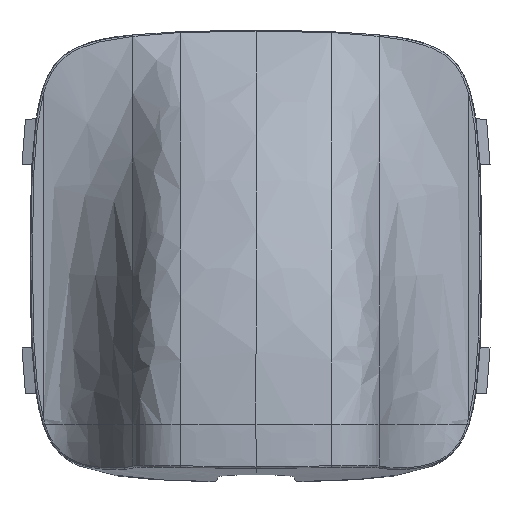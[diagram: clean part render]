
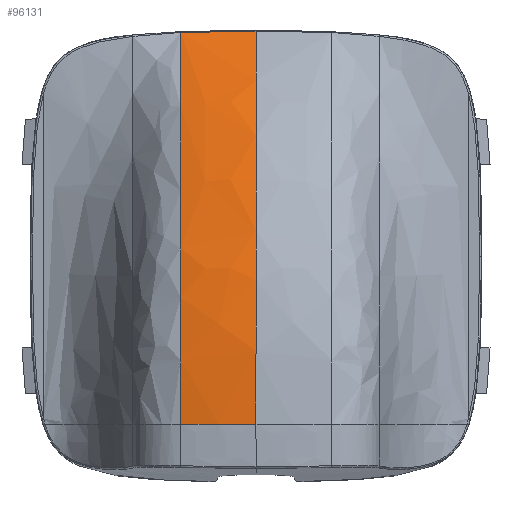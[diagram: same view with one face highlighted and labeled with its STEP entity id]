
A CAD part, top view. The second image highlights one B-rep face of the part: STEP entity #96131.
In plain terms, the highlighted free-form (B-spline) face has degree [5, 3] with [15, 4] control points.
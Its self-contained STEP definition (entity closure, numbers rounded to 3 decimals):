
#95413=CARTESIAN_POINT('Vertex',(-8.856,-19.815,30.7)) ;
#95462=CARTESIAN_POINT('Vertex',(0.,-19.815,31.5)) ;
#95466=CARTESIAN_POINT('Control Point',(-8.856,-19.815,30.7)) ;
#95467=CARTESIAN_POINT('Control Point',(-5.922,-19.815,31.23)) ;
#95468=CARTESIAN_POINT('Control Point',(-2.958,-19.815,31.5)) ;
#95469=CARTESIAN_POINT('Control Point',(0.,-19.815,31.5)) ;
#95992=CARTESIAN_POINT('Vertex',(-8.856,26.299,9.674)) ;
#96013=CARTESIAN_POINT('Control Point',(-8.856,-19.815,30.7)) ;
#96014=CARTESIAN_POINT('Control Point',(-8.856,-16.077,30.7)) ;
#96015=CARTESIAN_POINT('Control Point',(-8.856,-12.339,30.324)) ;
#96016=CARTESIAN_POINT('Control Point',(-8.856,-8.672,29.562)) ;
#96017=CARTESIAN_POINT('Control Point',(-8.856,-2.911,27.836)) ;
#96018=CARTESIAN_POINT('Control Point',(-8.856,2.595,25.449)) ;
#96019=CARTESIAN_POINT('Control Point',(-8.856,4.64,24.463)) ;
#96020=CARTESIAN_POINT('Control Point',(-8.856,8.619,22.371)) ;
#96021=CARTESIAN_POINT('Control Point',(-8.856,12.429,20.051)) ;
#96022=CARTESIAN_POINT('Control Point',(-8.856,14.274,18.856)) ;
#96023=CARTESIAN_POINT('Control Point',(-8.856,17.929,16.358)) ;
#96024=CARTESIAN_POINT('Control Point',(-8.856,21.414,13.721)) ;
#96025=CARTESIAN_POINT('Control Point',(-8.856,23.104,12.379)) ;
#96026=CARTESIAN_POINT('Control Point',(-8.856,24.723,11.038)) ;
#96027=CARTESIAN_POINT('Control Point',(-8.856,26.299,9.674)) ;
#96038=CARTESIAN_POINT('Control Point',(-8.856,-19.815,30.7)) ;
#96039=CARTESIAN_POINT('Control Point',(-5.92,-19.815,31.23)) ;
#96040=CARTESIAN_POINT('Control Point',(-2.96,-19.815,31.5)) ;
#96041=CARTESIAN_POINT('Control Point',(0.,-19.815,31.5)) ;
#96042=CARTESIAN_POINT('Control Point',(-8.856,-16.077,30.7)) ;
#96043=CARTESIAN_POINT('Control Point',(-5.92,-16.061,31.23)) ;
#96044=CARTESIAN_POINT('Control Point',(-2.96,-16.052,31.5)) ;
#96045=CARTESIAN_POINT('Control Point',(0.,-16.052,31.5)) ;
#96046=CARTESIAN_POINT('Control Point',(-8.856,-12.339,30.324)) ;
#96047=CARTESIAN_POINT('Control Point',(-5.922,-12.307,30.879)) ;
#96048=CARTESIAN_POINT('Control Point',(-2.962,-12.29,31.204)) ;
#96049=CARTESIAN_POINT('Control Point',(0.,-12.29,31.204)) ;
#96050=CARTESIAN_POINT('Control Point',(-8.856,-8.672,29.562)) ;
#96051=CARTESIAN_POINT('Control Point',(-5.927,-8.62,30.168)) ;
#96052=CARTESIAN_POINT('Control Point',(-2.967,-8.58,30.593)) ;
#96053=CARTESIAN_POINT('Control Point',(0.,-8.586,30.592)) ;
#96054=CARTESIAN_POINT('Control Point',(-8.856,-2.911,27.836)) ;
#96055=CARTESIAN_POINT('Control Point',(-5.939,-2.816,28.531)) ;
#96056=CARTESIAN_POINT('Control Point',(-2.977,-2.711,29.1)) ;
#96057=CARTESIAN_POINT('Control Point',(0.,-2.738,29.106)) ;
#96058=CARTESIAN_POINT('Control Point',(-8.856,2.595,25.449)) ;
#96059=CARTESIAN_POINT('Control Point',(-5.954,2.74,26.216)) ;
#96060=CARTESIAN_POINT('Control Point',(-2.984,2.914,26.835)) ;
#96061=CARTESIAN_POINT('Control Point',(0.,2.861,26.858)) ;
#96062=CARTESIAN_POINT('Control Point',(-8.856,4.64,24.463)) ;
#96063=CARTESIAN_POINT('Control Point',(-5.96,4.805,25.252)) ;
#96064=CARTESIAN_POINT('Control Point',(-2.986,5.002,25.872)) ;
#96065=CARTESIAN_POINT('Control Point',(0.,4.941,25.901)) ;
#96066=CARTESIAN_POINT('Control Point',(-8.856,8.619,22.371)) ;
#96067=CARTESIAN_POINT('Control Point',(-5.972,8.821,23.188)) ;
#96068=CARTESIAN_POINT('Control Point',(-2.986,9.051,23.763)) ;
#96069=CARTESIAN_POINT('Control Point',(0.,8.976,23.806)) ;
#96070=CARTESIAN_POINT('Control Point',(-8.856,12.429,20.051)) ;
#96071=CARTESIAN_POINT('Control Point',(-5.981,12.661,20.861)) ;
#96072=CARTESIAN_POINT('Control Point',(-2.98,12.884,21.31)) ;
#96073=CARTESIAN_POINT('Control Point',(0.,12.807,21.362)) ;
#96074=CARTESIAN_POINT('Control Point',(-8.856,14.274,18.856)) ;
#96075=CARTESIAN_POINT('Control Point',(-5.984,14.518,19.65)) ;
#96076=CARTESIAN_POINT('Control Point',(-2.975,14.726,20.02)) ;
#96077=CARTESIAN_POINT('Control Point',(0.,14.65,20.075)) ;
#96078=CARTESIAN_POINT('Control Point',(-8.856,17.976,16.325)) ;
#96079=CARTESIAN_POINT('Control Point',(-5.982,18.234,17.059)) ;
#96080=CARTESIAN_POINT('Control Point',(-2.965,18.384,17.24)) ;
#96081=CARTESIAN_POINT('Control Point',(0.,18.32,17.294)) ;
#96082=CARTESIAN_POINT('Control Point',(-8.856,21.504,13.653)) ;
#96083=CARTESIAN_POINT('Control Point',(-5.956,21.729,14.221)) ;
#96084=CARTESIAN_POINT('Control Point',(-2.955,21.792,14.23)) ;
#96085=CARTESIAN_POINT('Control Point',(0.,21.751,14.269)) ;
#96086=CARTESIAN_POINT('Control Point',(-8.856,23.234,12.276)) ;
#96087=CARTESIAN_POINT('Control Point',(-5.932,23.424,12.726)) ;
#96088=CARTESIAN_POINT('Control Point',(-2.952,23.44,12.665)) ;
#96089=CARTESIAN_POINT('Control Point',(0.,23.412,12.694)) ;
#96090=CARTESIAN_POINT('Control Point',(-8.856,24.888,10.901)) ;
#96091=CARTESIAN_POINT('Control Point',(-5.903,25.001,11.15)) ;
#96092=CARTESIAN_POINT('Control Point',(-2.951,24.998,11.098)) ;
#96093=CARTESIAN_POINT('Control Point',(0.,24.984,11.113)) ;
#96094=CARTESIAN_POINT('Control Point',(-8.856,26.5,9.5)) ;
#96095=CARTESIAN_POINT('Control Point',(-5.904,26.5,9.5)) ;
#96096=CARTESIAN_POINT('Control Point',(-2.952,26.5,9.5)) ;
#96097=CARTESIAN_POINT('Control Point',(0.,26.5,9.5)) ;
#96099=CARTESIAN_POINT('Control Point',(0.,26.446,9.557)) ;
#96100=CARTESIAN_POINT('Control Point',(-1.79,26.447,9.557)) ;
#96101=CARTESIAN_POINT('Control Point',(-3.547,26.439,9.566)) ;
#96102=CARTESIAN_POINT('Control Point',(-5.321,26.415,9.589)) ;
#96103=CARTESIAN_POINT('Control Point',(-7.097,26.374,9.635)) ;
#96104=CARTESIAN_POINT('Control Point',(-8.856,26.299,9.674)) ;
#96105=CARTESIAN_POINT('Vertex',(0.,26.446,9.557)) ;
#96109=CARTESIAN_POINT('Control Point',(0.,-19.815,31.5)) ;
#96110=CARTESIAN_POINT('Control Point',(0.,-16.052,31.5)) ;
#96111=CARTESIAN_POINT('Control Point',(0.,-12.29,31.204)) ;
#96112=CARTESIAN_POINT('Control Point',(0.,-8.586,30.592)) ;
#96113=CARTESIAN_POINT('Control Point',(0.,-2.738,29.106)) ;
#96114=CARTESIAN_POINT('Control Point',(0.,2.861,26.858)) ;
#96115=CARTESIAN_POINT('Control Point',(0.,4.941,25.901)) ;
#96116=CARTESIAN_POINT('Control Point',(0.,8.976,23.806)) ;
#96117=CARTESIAN_POINT('Control Point',(0.,12.807,21.362)) ;
#96118=CARTESIAN_POINT('Control Point',(0.,14.65,20.075)) ;
#96119=CARTESIAN_POINT('Control Point',(0.,18.307,17.304)) ;
#96120=CARTESIAN_POINT('Control Point',(0.,21.726,14.291)) ;
#96121=CARTESIAN_POINT('Control Point',(0.,23.377,12.727)) ;
#96122=CARTESIAN_POINT('Control Point',(0.,24.94,11.157)) ;
#96123=CARTESIAN_POINT('Control Point',(0.,26.446,9.557)) ;
#96126=ORIENTED_EDGE('',*,*,#96107,.F.) ;
#96127=ORIENTED_EDGE('',*,*,#96028,.F.) ;
#96128=ORIENTED_EDGE('',*,*,#95470,.T.) ;
#96129=ORIENTED_EDGE('',*,*,#96124,.T.) ;
#96131=ADVANCED_FACE('PartBody',(#96130),#96037,.F.) ;
#95465=B_SPLINE_CURVE_WITH_KNOTS('',3,(#95466,#95467,#95468,#95469),.UNSPECIFIED.,.F.,.U.,(4,4),(0.,12.614),.UNSPECIFIED.) ;
#96012=B_SPLINE_CURVE_WITH_KNOTS('',5,(#96013,#96014,#96015,#96016,#96017,#96018,#96019,#96020,#96021,#96022,#96023,#96024,#96025,#96026,#96027),.UNSPECIFIED.,.F.,.U.,(6,3,3,3,6),(0.,17.341,27.906,38.293,48.968),.UNSPECIFIED.) ;
#96098=B_SPLINE_CURVE_WITH_KNOTS('',5,(#96099,#96100,#96101,#96102,#96103,#96104),.UNSPECIFIED.,.F.,.U.,(6,6),(22.31,41.246),.UNSPECIFIED.) ;
#96108=B_SPLINE_CURVE_WITH_KNOTS('',5,(#96109,#96110,#96111,#96112,#96113,#96114,#96115,#96116,#96117,#96118,#96119,#96120,#96121,#96122,#96123),.UNSPECIFIED.,.F.,.U.,(6,3,3,3,6),(0.,17.341,27.906,38.293,49.162),.UNSPECIFIED.) ;
#96037=B_SPLINE_SURFACE_WITH_KNOTS('',5,3,((#96038,#96039,#96040,#96041),(#96042,#96043,#96044,#96045),(#96046,#96047,#96048,#96049),(#96050,#96051,#96052,#96053),(#96054,#96055,#96056,#96057),(#96058,#96059,#96060,#96061),(#96062,#96063,#96064,#96065),(#96066,#96067,#96068,#96069),(#96070,#96071,#96072,#96073),(#96074,#96075,#96076,#96077),(#96078,#96079,#96080,#96081),(#96082,#96083,#96084,#96085),(#96086,#96087,#96088,#96089),(#96090,#96091,#96092,#96093),(#96094,#96095,#96096,#96097)),.UNSPECIFIED.,.F.,.F.,.U.,(6,3,3,3,6),(4,4),(0.,17.341,27.906,38.293,49.24),(0.,12.623),.UNSPECIFIED.) ;
#95470=EDGE_CURVE('',#95414,#95463,#95465,.T.) ;
#96028=EDGE_CURVE('',#95414,#95993,#96012,.T.) ;
#96107=EDGE_CURVE('',#95993,#96106,#96098,.F.) ;
#96124=EDGE_CURVE('',#95463,#96106,#96108,.T.) ;
#96125=EDGE_LOOP('',(#96126,#96127,#96128,#96129)) ;
#96130=FACE_OUTER_BOUND('',#96125,.T.) ;
#95414=VERTEX_POINT('',#95413) ;
#95463=VERTEX_POINT('',#95462) ;
#95993=VERTEX_POINT('',#95992) ;
#96106=VERTEX_POINT('',#96105) ;
